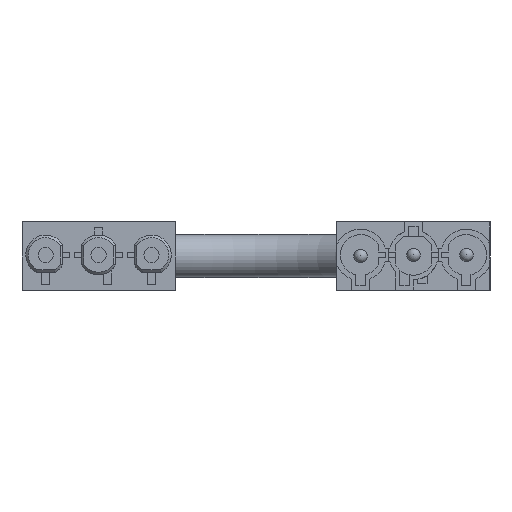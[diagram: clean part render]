
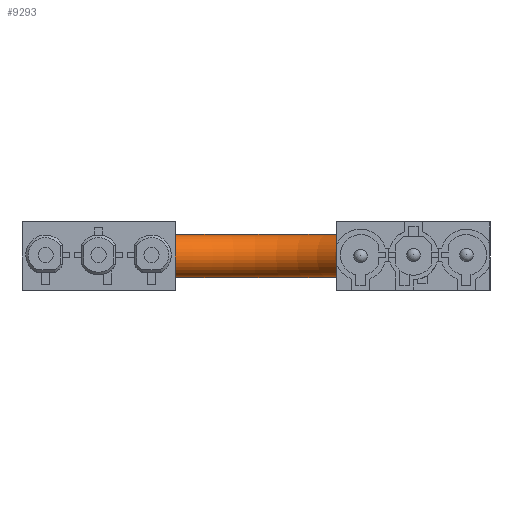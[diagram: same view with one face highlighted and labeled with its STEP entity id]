
A CAD part, left-side view. The second image highlights one B-rep face of the part: STEP entity #9293.
In plain terms, the highlighted toroidal (fillet/blend) face has major radius 29 mm and minor radius 4 mm.
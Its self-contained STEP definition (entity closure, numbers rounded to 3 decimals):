
#41=TOROIDAL_SURFACE('',#9791,29.,4.);
#273=CIRCLE('',#9790,4.);
#274=CIRCLE('',#9792,4.);
#1214=ORIENTED_EDGE('',*,*,#2881,.T.);
#1215=ORIENTED_EDGE('',*,*,#2882,.F.);
#2881=EDGE_CURVE('',#3760,#3760,#273,.T.);
#2882=EDGE_CURVE('',#3761,#3761,#274,.T.);
#3760=VERTEX_POINT('',#13089);
#3761=VERTEX_POINT('',#13092);
#5719=EDGE_LOOP('',(#1214));
#5720=EDGE_LOOP('',(#1215));
#6113=FACE_BOUND('',#5719,.T.);
#6114=FACE_BOUND('',#5720,.T.);
#9293=ADVANCED_FACE('',(#6113,#6114),#41,.T.);
#9790=AXIS2_PLACEMENT_3D('',#13088,#11019,#11020);
#9791=AXIS2_PLACEMENT_3D('',#13090,#11021,#11022);
#9792=AXIS2_PLACEMENT_3D('',#13091,#11023,#11024);
#11019=DIRECTION('',(1.,0.,0.));
#11020=DIRECTION('',(0.,0.,-1.));
#11021=DIRECTION('',(0.,0.,1.));
#11022=DIRECTION('',(1.,0.,0.));
#11023=DIRECTION('',(-1.,0.,0.));
#11024=DIRECTION('',(0.,-1.,0.));
#13088=CARTESIAN_POINT('',(152.4,0.,0.));
#13089=CARTESIAN_POINT('',(152.4,0.,-4.));
#13090=CARTESIAN_POINT('',(152.4,29.,0.));
#13091=CARTESIAN_POINT('',(152.4,58.,0.));
#13092=CARTESIAN_POINT('',(152.4,54.,0.));
